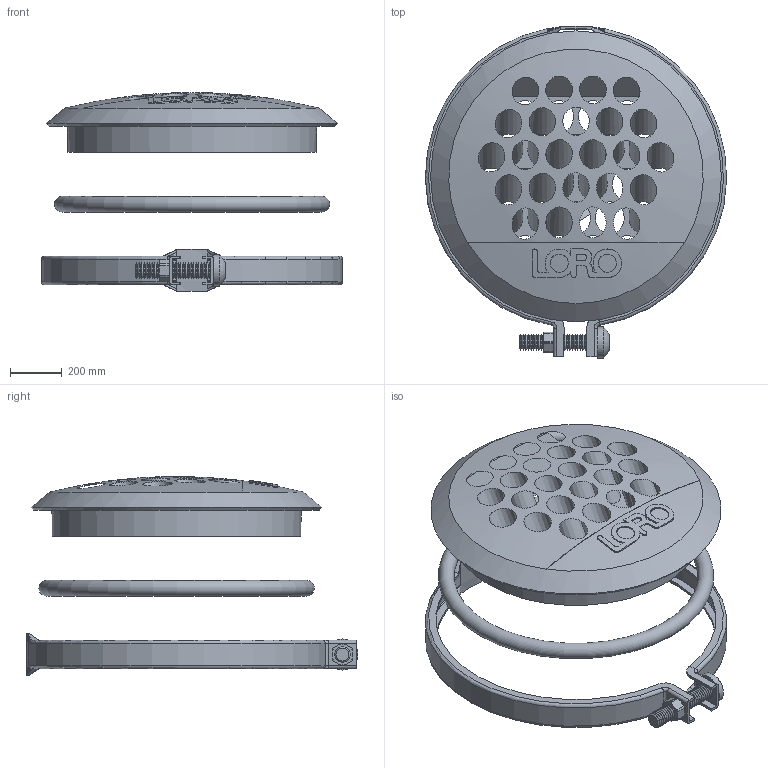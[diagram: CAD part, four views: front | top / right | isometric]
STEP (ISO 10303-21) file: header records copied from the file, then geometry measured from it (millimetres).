
FILE_DESCRIPTION(/* description */ (''),/* implementation_level */ '2;1');
FILE_NAME(/* name */ '55883.100X_3D.stp',/* time_stamp */ '2024-12-12T09:31:42+01:00',/* author */ ('CAD'),/* organization */ (''),/* preprocessor_version */ 'ST-DEVELOPER v20',/* originating_system */ 'AutoCAD Mechanical',/* authorisation */ '');
FILE_SCHEMA (('AUTOMOTIVE_DESIGN { 1 0 10303 214 3 1 1 }'));
Length unit declared in the file: centimetre
Products named in the file (3): Product; *S0; 1
Assembly tree (2 placements, depth 2):
  Product
    *S0
    1
Bounding box: 1159.88 x 1278.24 x 765.83 mm (x, y, z)
Volume: 82597720.8 mm3; surface area: 6796006.8 mm2
Topology: 5 solids, 6 shells, 774 faces, 1997 edges, 1232 vertices
Faces by surface type: bspline 347, plane 212, cone 135, cylinder 62, torus 10, sphere 8
Full cylindrical faces by diameter (mm): 70 x4, 120 x1
Entity records: 37336 total; most frequent: CARTESIAN_POINT 20808, ORIENTED_EDGE 3798, DIRECTION 2707, EDGE_CURVE 1899, LINE 1377, VECTOR 1377, VERTEX_POINT 1230, EDGE_LOOP 757
